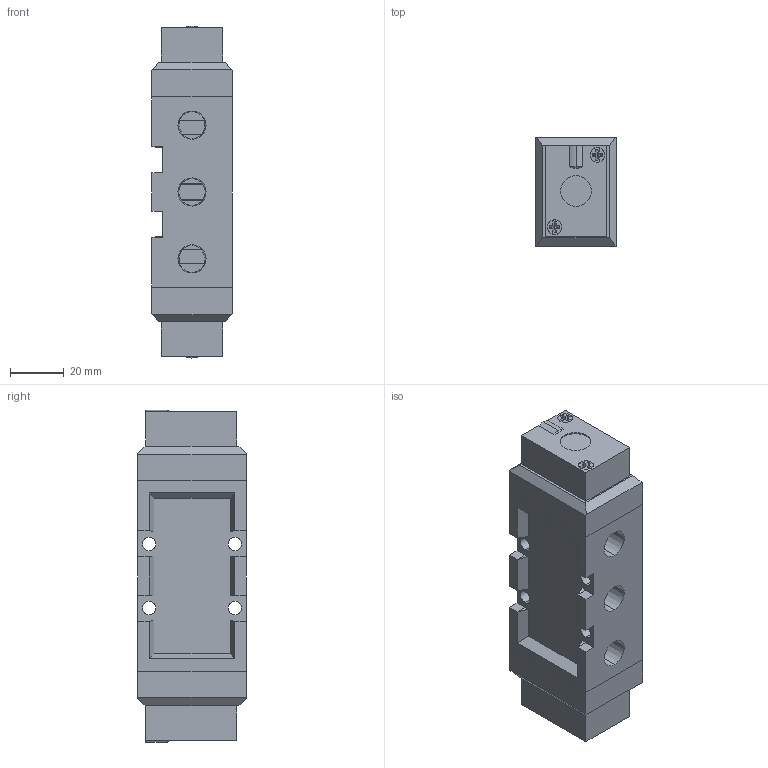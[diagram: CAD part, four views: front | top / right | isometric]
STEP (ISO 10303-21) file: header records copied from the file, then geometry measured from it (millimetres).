
FILE_DESCRIPTION (( 'STEP AP203' ), '1' );
FILE_NAME ('SNP4200.STEP', '2016-01-13T03:27:08', ( 'yrd8' ), ( 'Hewlett-Packard Company' ), 'SwSTEP 2.0', 'SolidWorks 2008', '' );
FILE_SCHEMA (( 'CONFIG_CONTROL_DESIGN' ));
Length unit declared in the file: millimetre
Products named in the file (4): SNP4200; SNP4000 Body; SNP4000 seme  pilot_晦獄 撲薑; SNP4000 Pilot_ル遽
Assembly tree (5 placements, depth 2):
  SNP4200
    SNP4000 Body
    SNP4000 seme  pilot_晦獄 撲薑  x2
    SNP4000 Pilot_ル遽  x2
Bounding box: 30 x 40.5 x 124 mm (x, y, z)
Volume: 118093.8 mm3; surface area: 32072.4 mm2
Topology: 5 solids, 5 shells, 240 faces, 589 edges, 386 vertices
Faces by surface type: plane 160, cylinder 68, cone 10, torus 2
Entity records: 5499 total; most frequent: CARTESIAN_POINT 927, DIRECTION 869, ORIENTED_EDGE 832, EDGE_CURVE 416, AXIS2_PLACEMENT_3D 296, LINE 277, VECTOR 277, VERTEX_POINT 274
